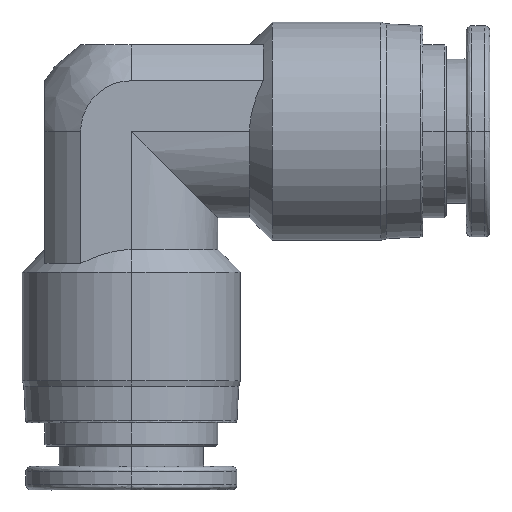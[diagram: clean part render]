
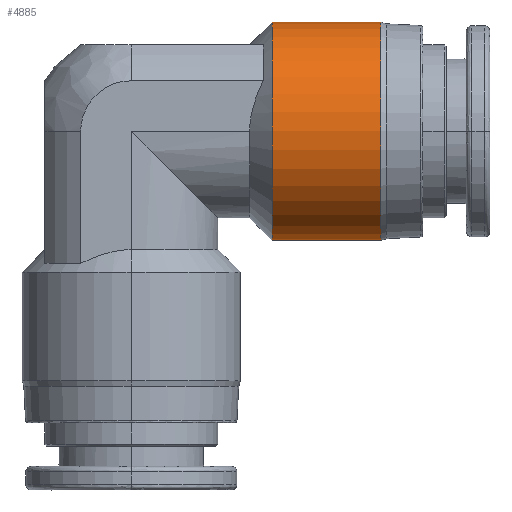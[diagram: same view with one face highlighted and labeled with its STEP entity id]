
A CAD part, left-side view. The second image highlights one B-rep face of the part: STEP entity #4885.
In plain terms, the highlighted cylindrical face has radius 6 mm (diameter 12 mm), a partial arc.
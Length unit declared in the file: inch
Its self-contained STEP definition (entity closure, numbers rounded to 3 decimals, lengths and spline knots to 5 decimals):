
#148 = CARTESIAN_POINT ( 'NONE',  ( 1.1811, 0.05906, 0. ) ) ;
#318 = DIRECTION ( 'NONE',  ( 0., 1., 0. ) ) ;
#875 = VERTEX_POINT ( 'NONE', #6096 ) ;
#1074 = DIRECTION ( 'NONE',  ( 0., -1., 0. ) ) ;
#1104 = VECTOR ( 'NONE', #2593, 39.37008 ) ;
#1136 = DIRECTION ( 'NONE',  ( 0., -1., 0. ) ) ;
#1160 = EDGE_CURVE ( 'NONE', #5089, #875, #5032, .T. ) ;
#1404 = CIRCLE ( 'NONE', #3423, 0.23622 ) ;
#1695 = EDGE_CURVE ( 'NONE', #5673, #5089, #2836, .T. ) ;
#1732 = ORIENTED_EDGE ( 'NONE', *, *, #5083, .F. ) ;
#1994 = CARTESIAN_POINT ( 'NONE',  ( 1.1811, -0.30512, 0. ) ) ;
#2346 = FACE_OUTER_BOUND ( 'NONE', #3998, .T. ) ;
#2593 = DIRECTION ( 'NONE',  ( 0., -1., 0. ) ) ;
#2651 = CARTESIAN_POINT ( 'NONE',  ( 1.1811, -0.30512, -0.23622 ) ) ;
#2706 = CARTESIAN_POINT ( 'NONE',  ( 1.1811, -0.53937, 0. ) ) ;
#2836 = LINE ( 'NONE', #5943, #1104 ) ;
#3167 = VERTEX_POINT ( 'NONE', #4531 ) ;
#3235 = ORIENTED_EDGE ( 'NONE', *, *, #1160, .T. ) ;
#3419 = ORIENTED_EDGE ( 'NONE', *, *, #1695, .T. ) ;
#3423 = AXIS2_PLACEMENT_3D ( 'NONE', #1994, #1074, #5385 ) ;
#3571 = LINE ( 'NONE', #4059, #5181 ) ;
#3998 = EDGE_LOOP ( 'NONE', ( #1732, #5677, #3419, #3235 ) ) ;
#4059 = CARTESIAN_POINT ( 'NONE',  ( 1.1811, 0.05906, 0.23622 ) ) ;
#4531 = CARTESIAN_POINT ( 'NONE',  ( 1.1811, -0.30512, 0.23622 ) ) ;
#4884 = CARTESIAN_POINT ( 'NONE',  ( 1.1811, -0.53937, -0.23622 ) ) ;
#4885 = ADVANCED_FACE ( 'NONE', ( #2346 ), #5107, .T. ) ;
#4997 = DIRECTION ( 'NONE',  ( 0., -1., 0. ) ) ;
#5032 = CIRCLE ( 'NONE', #5980, 0.23622 ) ;
#5083 = EDGE_CURVE ( 'NONE', #3167, #875, #3571, .T. ) ;
#5089 = VERTEX_POINT ( 'NONE', #4884 ) ;
#5107 = CYLINDRICAL_SURFACE ( 'NONE', #5215, 0.23622 ) ;
#5116 = DIRECTION ( 'NONE',  ( 0., 0., -1. ) ) ;
#5181 = VECTOR ( 'NONE', #1136, 39.37008 ) ;
#5215 = AXIS2_PLACEMENT_3D ( 'NONE', #148, #4997, #5116 ) ;
#5385 = DIRECTION ( 'NONE',  ( 0., 0., -1. ) ) ;
#5673 = VERTEX_POINT ( 'NONE', #2651 ) ;
#5677 = ORIENTED_EDGE ( 'NONE', *, *, #5893, .T. ) ;
#5893 = EDGE_CURVE ( 'NONE', #3167, #5673, #1404, .T. ) ;
#5943 = CARTESIAN_POINT ( 'NONE',  ( 1.1811, 0.05906, -0.23622 ) ) ;
#5980 = AXIS2_PLACEMENT_3D ( 'NONE', #2706, #318, #6087 ) ;
#6087 = DIRECTION ( 'NONE',  ( 0., 0., -1. ) ) ;
#6096 = CARTESIAN_POINT ( 'NONE',  ( 1.1811, -0.53937, 0.23622 ) ) ;
